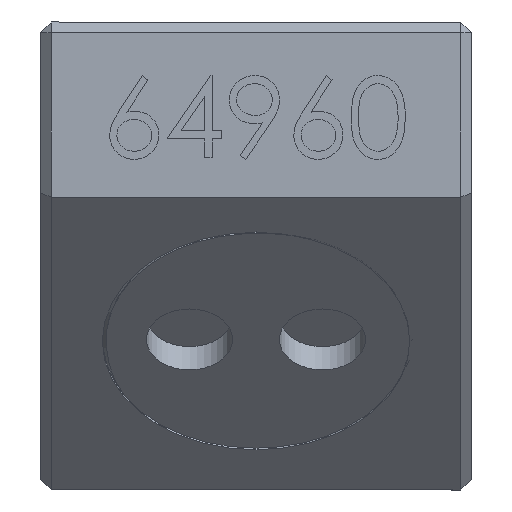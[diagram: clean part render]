
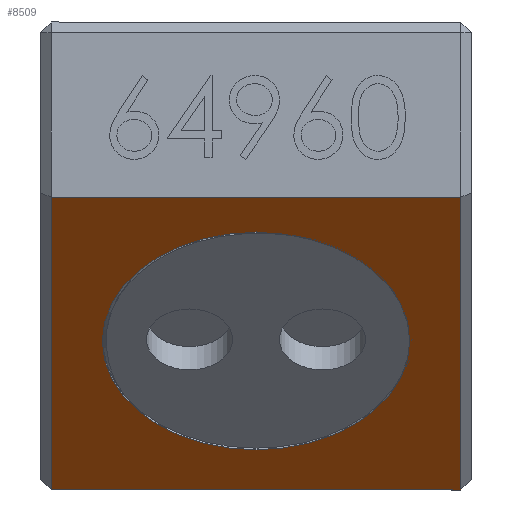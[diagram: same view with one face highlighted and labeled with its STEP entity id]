
A CAD part, front view. The second image highlights one B-rep face of the part: STEP entity #8509.
In plain terms, the highlighted planar face has unit normal (0, -0.707, -0.707).
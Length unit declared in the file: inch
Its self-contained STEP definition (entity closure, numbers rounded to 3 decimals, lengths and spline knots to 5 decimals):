
#162 = DIRECTION ( 'NONE',  ( 0., 0.707, -0.707 ) ) ;
#494 = DIRECTION ( 'NONE',  ( 0., 0.707, -0.707 ) ) ;
#1089 = AXIS2_PLACEMENT_3D ( 'NONE', #6107, #6562, #12032 ) ;
#2225 = VECTOR ( 'NONE', #14160, 39.37008 ) ;
#2385 = CARTESIAN_POINT ( 'NONE',  ( 0.56733, 0.24842, 0.62883 ) ) ;
#2624 = VERTEX_POINT ( 'NONE', #13198 ) ;
#2638 = LINE ( 'NONE', #5491, #7528 ) ;
#2657 = EDGE_CURVE ( 'NONE', #11698, #14950, #8661, .T. ) ;
#2730 = VERTEX_POINT ( 'NONE', #17927 ) ;
#3076 = CARTESIAN_POINT ( 'NONE',  ( 0.18233, 0.31444, 0.5628 ) ) ;
#4064 = DIRECTION ( 'NONE',  ( 0., -0.707, 0.707 ) ) ;
#4088 = AXIS2_PLACEMENT_3D ( 'NONE', #17055, #9683, #14165 ) ;
#4539 = EDGE_CURVE ( 'NONE', #14950, #10280, #4631, .T. ) ;
#4631 = CIRCLE ( 'NONE', #16261, 0.28905 ) ;
#5218 = EDGE_LOOP ( 'NONE', ( #5688, #5478, #17407, #14453 ) ) ;
#5269 = CARTESIAN_POINT ( 'NONE',  ( -0.22267, 0.24842, 0.62883 ) ) ;
#5425 = LINE ( 'NONE', #2385, #5919 ) ;
#5478 = ORIENTED_EDGE ( 'NONE', *, *, #5579, .T. ) ;
#5491 = CARTESIAN_POINT ( 'NONE',  ( -0.22267, 0.79891, 0.07834 ) ) ;
#5579 = EDGE_CURVE ( 'NONE', #8305, #10524, #10467, .T. ) ;
#5688 = ORIENTED_EDGE ( 'NONE', *, *, #9528, .F. ) ;
#5919 = VECTOR ( 'NONE', #4064, 39.37008 ) ;
#6107 = CARTESIAN_POINT ( 'NONE',  ( -0.22267, 0.24842, 0.62883 ) ) ;
#6562 = DIRECTION ( 'NONE',  ( 0., 0.707, 0.707 ) ) ;
#6783 = EDGE_LOOP ( 'NONE', ( #7762, #13390, #11141 ) ) ;
#7528 = VECTOR ( 'NONE', #12551, 39.37008 ) ;
#7739 = DIRECTION ( 'NONE',  ( 0., -0.707, -0.707 ) ) ;
#7762 = ORIENTED_EDGE ( 'NONE', *, *, #11560, .F. ) ;
#8144 = LINE ( 'NONE', #5269, #2225 ) ;
#8305 = VERTEX_POINT ( 'NONE', #14145 ) ;
#8509 = ADVANCED_FACE ( 'NONE', ( #16721, #10956 ), #10598, .F. ) ;
#8661 = CIRCLE ( 'NONE', #16021, 0.28905 ) ;
#9037 = CARTESIAN_POINT ( 'NONE',  ( 0.47138, 0.51883, 0.35841 ) ) ;
#9134 = CARTESIAN_POINT ( 'NONE',  ( -0.20267, 0.79891, 0.07834 ) ) ;
#9528 = EDGE_CURVE ( 'NONE', #8305, #2624, #8144, .T. ) ;
#9683 = DIRECTION ( 'NONE',  ( 0., -0.707, -0.707 ) ) ;
#9885 = CARTESIAN_POINT ( 'NONE',  ( 0.18233, 0.72322, 0.15402 ) ) ;
#10280 = VERTEX_POINT ( 'NONE', #9037 ) ;
#10435 = DIRECTION ( 'NONE',  ( 0., -0.707, -0.707 ) ) ;
#10467 = LINE ( 'NONE', #9134, #17212 ) ;
#10509 = CARTESIAN_POINT ( 'NONE',  ( 0.18233, 0.51883, 0.35841 ) ) ;
#10524 = VERTEX_POINT ( 'NONE', #13078 ) ;
#10536 = CARTESIAN_POINT ( 'NONE',  ( 0.18233, 0.51883, 0.35841 ) ) ;
#10598 = PLANE ( 'NONE',  #1089 ) ;
#10956 = FACE_OUTER_BOUND ( 'NONE', #5218, .T. ) ;
#11090 = EDGE_CURVE ( 'NONE', #2730, #2624, #5425, .T. ) ;
#11141 = ORIENTED_EDGE ( 'NONE', *, *, #2657, .F. ) ;
#11560 = EDGE_CURVE ( 'NONE', #10280, #11698, #12327, .T. ) ;
#11698 = VERTEX_POINT ( 'NONE', #3076 ) ;
#12032 = DIRECTION ( 'NONE',  ( 0., -0.707, 0.707 ) ) ;
#12327 = CIRCLE ( 'NONE', #4088, 0.28905 ) ;
#12551 = DIRECTION ( 'NONE',  ( 1., 0., 0. ) ) ;
#13078 = CARTESIAN_POINT ( 'NONE',  ( -0.20267, 0.79891, 0.07834 ) ) ;
#13198 = CARTESIAN_POINT ( 'NONE',  ( 0.56733, 0.24842, 0.62883 ) ) ;
#13390 = ORIENTED_EDGE ( 'NONE', *, *, #4539, .F. ) ;
#13583 = DIRECTION ( 'NONE',  ( 0., 0.707, -0.707 ) ) ;
#14145 = CARTESIAN_POINT ( 'NONE',  ( -0.20267, 0.24842, 0.62883 ) ) ;
#14160 = DIRECTION ( 'NONE',  ( 1., 0., 0. ) ) ;
#14165 = DIRECTION ( 'NONE',  ( 0., 0.707, -0.707 ) ) ;
#14453 = ORIENTED_EDGE ( 'NONE', *, *, #11090, .T. ) ;
#14943 = EDGE_CURVE ( 'NONE', #10524, #2730, #2638, .T. ) ;
#14950 = VERTEX_POINT ( 'NONE', #9885 ) ;
#16021 = AXIS2_PLACEMENT_3D ( 'NONE', #10536, #10435, #13583 ) ;
#16261 = AXIS2_PLACEMENT_3D ( 'NONE', #10509, #7739, #494 ) ;
#16721 = FACE_BOUND ( 'NONE', #6783, .T. ) ;
#17055 = CARTESIAN_POINT ( 'NONE',  ( 0.18233, 0.51883, 0.35841 ) ) ;
#17212 = VECTOR ( 'NONE', #162, 39.37008 ) ;
#17407 = ORIENTED_EDGE ( 'NONE', *, *, #14943, .T. ) ;
#17927 = CARTESIAN_POINT ( 'NONE',  ( 0.56733, 0.79891, 0.07834 ) ) ;
